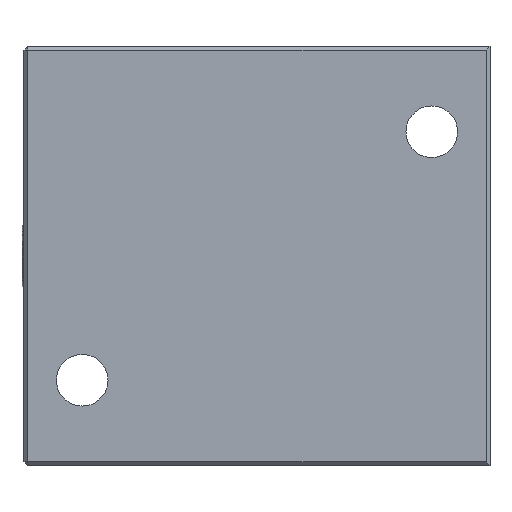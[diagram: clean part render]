
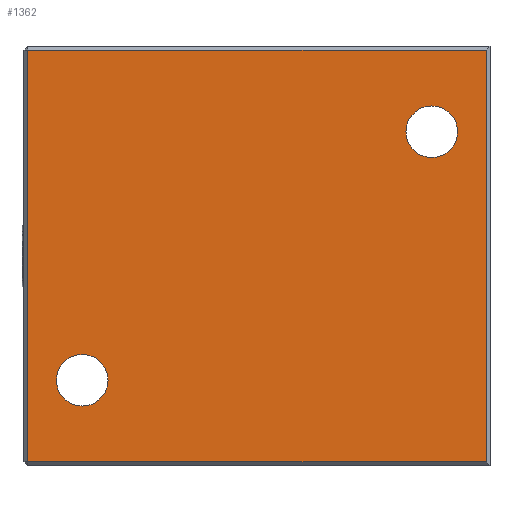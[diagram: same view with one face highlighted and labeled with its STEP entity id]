
A CAD part, front view. The second image highlights one B-rep face of the part: STEP entity #1362.
In plain terms, the highlighted planar face has unit normal (0, -1, 0).
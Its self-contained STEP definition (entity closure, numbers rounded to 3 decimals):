
#53=FACE_BOUND('',#493,.T.);
#54=FACE_BOUND('',#494,.T.);
#119=PLANE('',#1550);
#183=LINE('',#2222,#285);
#194=LINE('',#2241,#296);
#195=LINE('',#2243,#297);
#197=LINE('',#2246,#299);
#285=VECTOR('',#1751,10.);
#296=VECTOR('',#1770,10.);
#297=VECTOR('',#1773,10.);
#299=VECTOR('',#1777,10.);
#402=FACE_OUTER_BOUND('',#492,.T.);
#492=EDGE_LOOP('',(#1069,#1070,#1071,#1072));
#493=EDGE_LOOP('',(#1073));
#494=EDGE_LOOP('',(#1074));
#589=CIRCLE('',#1551,3.324);
#590=CIRCLE('',#1552,3.324);
#683=VERTEX_POINT('',#2220);
#684=VERTEX_POINT('',#2221);
#687=VERTEX_POINT('',#2230);
#688=VERTEX_POINT('',#2234);
#694=VERTEX_POINT('',#2265);
#695=VERTEX_POINT('',#2267);
#816=EDGE_CURVE('',#683,#684,#183,.T.);
#827=EDGE_CURVE('',#688,#687,#194,.T.);
#828=EDGE_CURVE('',#684,#688,#195,.T.);
#830=EDGE_CURVE('',#687,#683,#197,.T.);
#840=EDGE_CURVE('',#694,#694,#589,.T.);
#841=EDGE_CURVE('',#695,#695,#590,.T.);
#1069=ORIENTED_EDGE('',*,*,#827,.F.);
#1070=ORIENTED_EDGE('',*,*,#828,.F.);
#1071=ORIENTED_EDGE('',*,*,#816,.F.);
#1072=ORIENTED_EDGE('',*,*,#830,.F.);
#1073=ORIENTED_EDGE('',*,*,#840,.T.);
#1074=ORIENTED_EDGE('',*,*,#841,.T.);
#1362=ADVANCED_FACE('',(#402,#53,#54),#119,.T.);
#1550=AXIS2_PLACEMENT_3D('',#2264,#1794,#1795);
#1551=AXIS2_PLACEMENT_3D('',#2266,#1796,#1797);
#1552=AXIS2_PLACEMENT_3D('',#2268,#1798,#1799);
#1751=DIRECTION('',(0.,0.,-1.));
#1770=DIRECTION('',(0.,0.,1.));
#1773=DIRECTION('',(-1.,0.,0.));
#1777=DIRECTION('',(1.,0.,0.));
#1794=DIRECTION('center_axis',(0.,-1.,0.));
#1795=DIRECTION('ref_axis',(0.,0.,-1.));
#1796=DIRECTION('center_axis',(0.,1.,0.));
#1797=DIRECTION('ref_axis',(1.,0.,0.));
#1798=DIRECTION('center_axis',(0.,1.,0.));
#1799=DIRECTION('ref_axis',(1.,0.,0.));
#2220=CARTESIAN_POINT('',(29.5,-25.,26.5));
#2221=CARTESIAN_POINT('',(29.5,-25.,-26.5));
#2222=CARTESIAN_POINT('',(29.5,-25.,0.));
#2230=CARTESIAN_POINT('',(-29.5,-25.,26.5));
#2234=CARTESIAN_POINT('',(-29.5,-25.,-26.5));
#2241=CARTESIAN_POINT('',(-29.5,-25.,0.));
#2243=CARTESIAN_POINT('',(-15.,-25.,-26.5));
#2246=CARTESIAN_POINT('',(-15.,-25.,26.5));
#2264=CARTESIAN_POINT('Origin',(-30.,-25.,0.));
#2265=CARTESIAN_POINT('',(-25.824,-25.,-16.));
#2266=CARTESIAN_POINT('Origin',(-22.5,-25.,-16.));
#2267=CARTESIAN_POINT('',(19.177,-25.,16.));
#2268=CARTESIAN_POINT('Origin',(22.5,-25.,16.));
